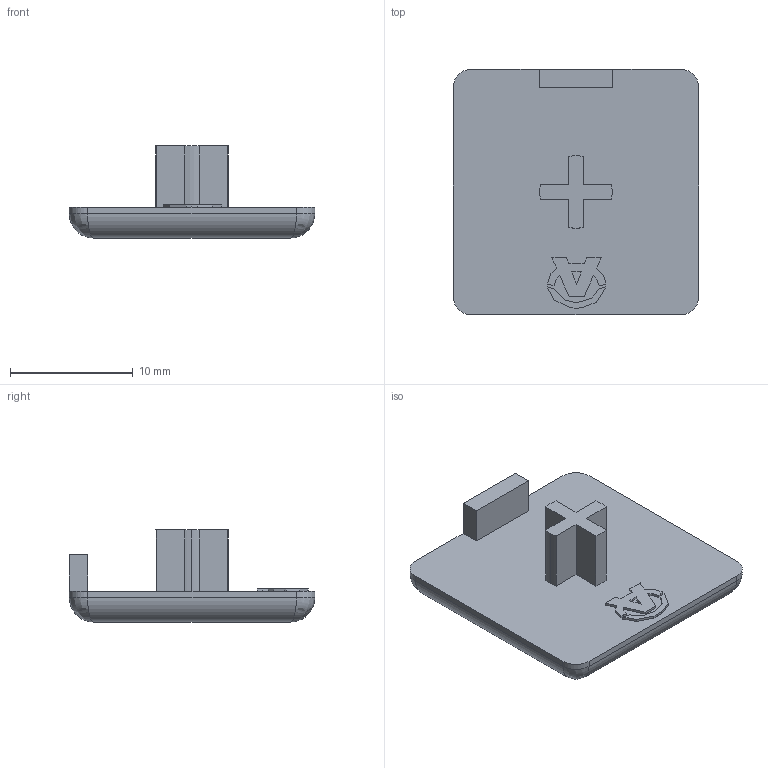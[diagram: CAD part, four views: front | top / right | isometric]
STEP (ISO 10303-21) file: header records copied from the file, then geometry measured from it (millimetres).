
FILE_DESCRIPTION (( 'STEP AP203' ), '1' );
FILE_NAME ('084.201.061.STEP', '2015-02-10T09:44:01', ( '' ), ( '' ), 'SwSTEP 2.0', 'SolidWorks 2012', '' );
FILE_SCHEMA (( 'CONFIG_CONTROL_DESIGN' ));
Length unit declared in the file: millimetre
Products named in the file (1): 084.201.061
Bounding box: 20 x 20 x 7.5 mm (x, y, z)
Volume: 1023.2 mm3; surface area: 1110.8 mm2
Topology: 3 solids, 3 shells, 89 faces, 238 edges, 152 vertices
Faces by surface type: plane 72, cylinder 13, bspline 4
Entity records: 2915 total; most frequent: CARTESIAN_POINT 664, ORIENTED_EDGE 468, DIRECTION 416, EDGE_CURVE 234, VECTOR 208, LINE 208, VERTEX_POINT 152, AXIS2_PLACEMENT_3D 104
